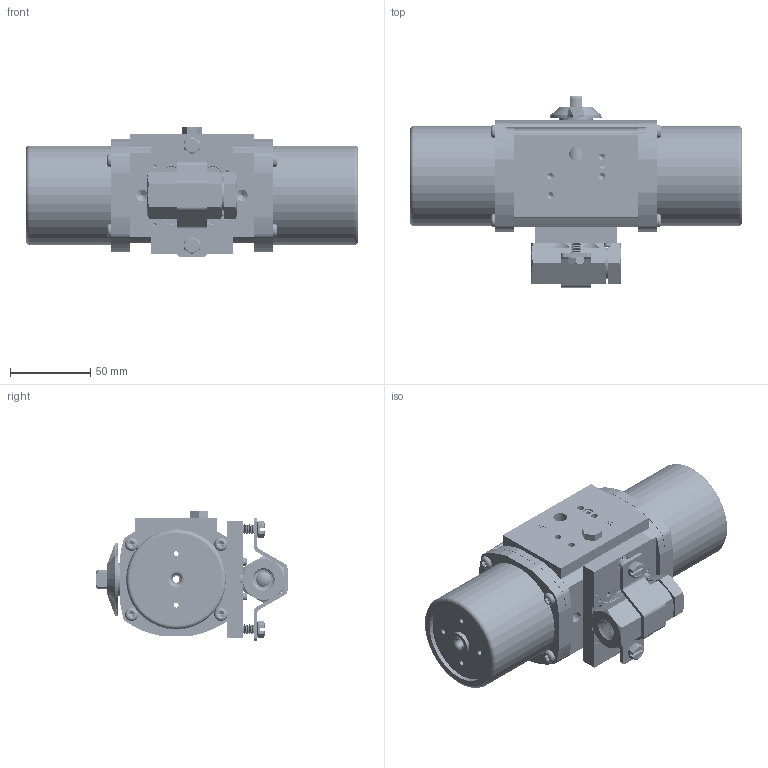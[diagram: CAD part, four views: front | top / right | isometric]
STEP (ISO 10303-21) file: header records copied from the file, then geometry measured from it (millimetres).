
FILE_DESCRIPTION (( 'STEP AP203' ), '1' );
FILE_NAME ('84MXXNA512SR.step', '2018-03-13T16:06:02', ( '' ), ( '' ), 'SwSTEP 2.0', 'SolidWorks 2017', '' );
FILE_SCHEMA (( 'CONFIG_CONTROL_DESIGN' ));
Length unit declared in the file: inch
Products named in the file (1): 84MXXNA512SR
Bounding box: 206.38 x 118.74 x 80.4 mm (x, y, z)
Volume: 437759.8 mm3; surface area: 195297.1 mm2
Topology: 46 solids, 46 shells, 3642 faces, 9654 edges, 6073 vertices
Faces by surface type: cylinder 1949, cone 836, plane 576, bspline 154, torus 121, sphere 6
Entity records: 182272 total; most frequent: CARTESIAN_POINT 98208, ORIENTED_EDGE 19052, DIRECTION 16670, EDGE_CURVE 9526, AXIS2_PLACEMENT_3D 6543, VERTEX_POINT 6069, EDGE_LOOP 3887, ADVANCED_FACE 3642
